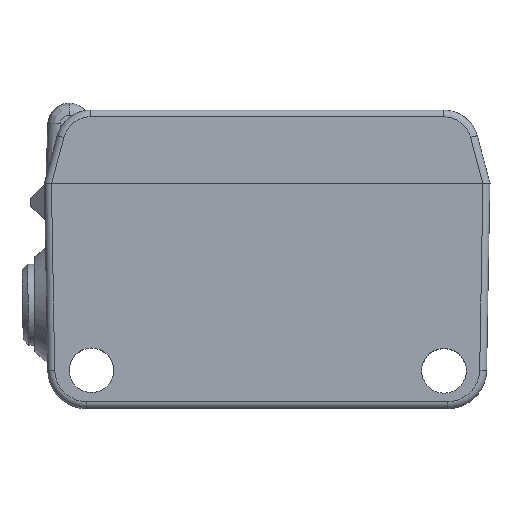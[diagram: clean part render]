
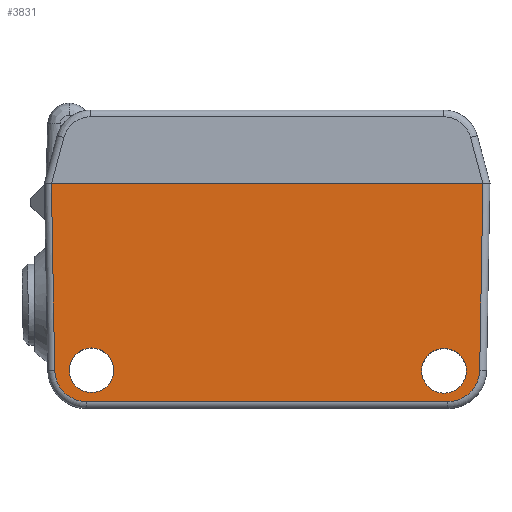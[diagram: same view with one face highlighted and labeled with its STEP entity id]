
A CAD part, top view. The second image highlights one B-rep face of the part: STEP entity #3831.
In plain terms, the highlighted planar face has unit normal (0, 0, 1).
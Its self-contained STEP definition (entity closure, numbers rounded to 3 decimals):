
#397=DIRECTION('',(1.,0.,0.));
#398=VECTOR('',#397,31.125);
#399=CARTESIAN_POINT('',(-15.584,0.03,5.996));
#400=LINE('',#399,#398);
#503=DIRECTION('',(-1.,0.,0.));
#504=VECTOR('',#503,26.056);
#505=CARTESIAN_POINT('',(13.006,-15.7,5.996));
#506=LINE('',#505,#504);
#623=DIRECTION('',(0.017,1.,0.));
#624=VECTOR('',#623,13.472);
#625=CARTESIAN_POINT('',(15.306,-13.44,5.996));
#626=LINE('',#625,#624);
#627=CARTESIAN_POINT('',(13.006,-13.4,5.996));
#628=DIRECTION('',(0.,0.,1.));
#629=DIRECTION('',(0.,-1.,0.));
#630=AXIS2_PLACEMENT_3D('',#627,#628,#629);
#632=CARTESIAN_POINT('',(-13.049,-13.4,5.996));
#633=DIRECTION('',(0.,0.,1.));
#634=DIRECTION('',(-1.,-0.017,0.));
#635=AXIS2_PLACEMENT_3D('',#632,#633,#634);
#637=DIRECTION('',(0.017,-1.,0.));
#638=VECTOR('',#637,13.472);
#639=CARTESIAN_POINT('',(-15.584,0.03,5.996));
#640=LINE('',#639,#638);
#641=CARTESIAN_POINT('',(12.733,-13.475,5.996));
#642=DIRECTION('',(0.,0.,-1.));
#643=DIRECTION('',(-1.,0.,0.));
#644=AXIS2_PLACEMENT_3D('',#641,#642,#643);
#646=CARTESIAN_POINT('',(12.733,-13.475,5.996));
#647=DIRECTION('',(0.,0.,-1.));
#648=DIRECTION('',(1.,0.,0.));
#649=AXIS2_PLACEMENT_3D('',#646,#647,#648);
#651=CARTESIAN_POINT('',(-12.689,-13.443,5.996));
#652=DIRECTION('',(0.,0.,-1.));
#653=DIRECTION('',(-1.,0.,0.));
#654=AXIS2_PLACEMENT_3D('',#651,#652,#653);
#656=CARTESIAN_POINT('',(-12.689,-13.443,5.996));
#657=DIRECTION('',(0.,0.,-1.));
#658=DIRECTION('',(1.,0.,0.));
#659=AXIS2_PLACEMENT_3D('',#656,#657,#658);
#665=CARTESIAN_POINT('',(-15.584,0.03,5.996));
#2420=VERTEX_POINT('',#665);
#2421=CARTESIAN_POINT('',(15.541,0.03,5.996));
#2422=VERTEX_POINT('',#2421);
#2844=CARTESIAN_POINT('',(-15.349,-13.44,
5.996));
#2845=VERTEX_POINT('',#2844);
#2846=CARTESIAN_POINT('',(-13.049,-15.7,5.996));
#2847=VERTEX_POINT('',#2846);
#2848=CARTESIAN_POINT('',(13.006,-15.7,5.996));
#2849=VERTEX_POINT('',#2848);
#2850=CARTESIAN_POINT('',(15.306,-13.44,5.996));
#2851=VERTEX_POINT('',#2850);
#2934=CARTESIAN_POINT('',(-11.08,-13.443,
5.996));
#2936=VERTEX_POINT('',#2934);
#2938=CARTESIAN_POINT('',(-14.299,-13.443,
5.996));
#2940=VERTEX_POINT('',#2938);
#2942=CARTESIAN_POINT('',(14.348,-13.475,5.996));
#2944=VERTEX_POINT('',#2942);
#2946=CARTESIAN_POINT('',(11.118,-13.475,5.996));
#2948=VERTEX_POINT('',#2946);
#3807=CARTESIAN_POINT('',(16.054,-16.2,5.996));
#3808=DIRECTION('',(0.,0.,-1.));
#3809=DIRECTION('',(-1.,0.,0.));
#3810=AXIS2_PLACEMENT_3D('',#3807,#3808,#3809);
#3811=PLANE('',#3810);
#3812=ORIENTED_EDGE('',*,*,#3480,.T.);
#3813=ORIENTED_EDGE('',*,*,#3656,.F.);
#3814=ORIENTED_EDGE('',*,*,#3642,.F.);
#3815=ORIENTED_EDGE('',*,*,#3627,.T.);
#3816=ORIENTED_EDGE('',*,*,#3612,.F.);
#3818=ORIENTED_EDGE('',*,*,#3817,.F.);
#3819=EDGE_LOOP('',(#3812,#3813,#3814,#3815,#3816,#3818));
#3820=FACE_OUTER_BOUND('',#3819,.F.);
#3821=ORIENTED_EDGE('',*,*,#3801,.F.);
#3822=ORIENTED_EDGE('',*,*,#3787,.F.);
#3823=EDGE_LOOP('',(#3821,#3822));
#3824=FACE_BOUND('',#3823,.F.);
#3826=ORIENTED_EDGE('',*,*,#3825,.F.);
#3828=ORIENTED_EDGE('',*,*,#3827,.F.);
#3829=EDGE_LOOP('',(#3826,#3828));
#3830=FACE_BOUND('',#3829,.F.);
#631=CIRCLE('',#630,2.3);
#636=CIRCLE('',#635,2.3);
#645=CIRCLE('',#644,1.615);
#650=CIRCLE('',#649,1.615);
#655=CIRCLE('',#654,1.61);
#660=CIRCLE('',#659,1.61);
#3480=EDGE_CURVE('',#2420,#2422,#400,.T.);
#3612=EDGE_CURVE('',#2845,#2847,#636,.T.);
#3627=EDGE_CURVE('',#2849,#2847,#506,.T.);
#3642=EDGE_CURVE('',#2849,#2851,#631,.T.);
#3656=EDGE_CURVE('',#2851,#2422,#626,.T.);
#3787=EDGE_CURVE('',#2944,#2948,#650,.T.);
#3801=EDGE_CURVE('',#2948,#2944,#645,.T.);
#3817=EDGE_CURVE('',#2420,#2845,#640,.T.);
#3825=EDGE_CURVE('',#2940,#2936,#655,.T.);
#3827=EDGE_CURVE('',#2936,#2940,#660,.T.);
#3831=ADVANCED_FACE('',(#3820,#3824,#3830),#3811,.F.);
